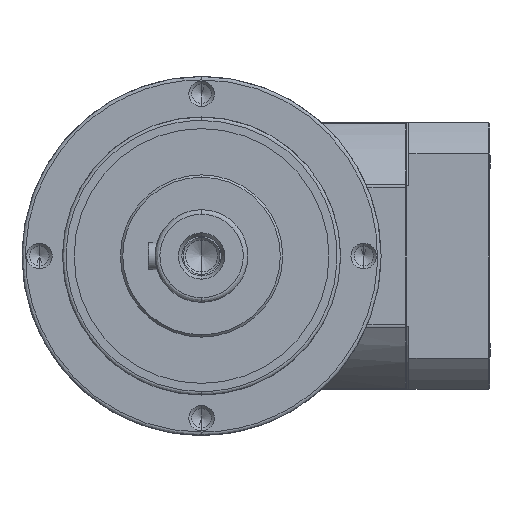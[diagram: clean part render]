
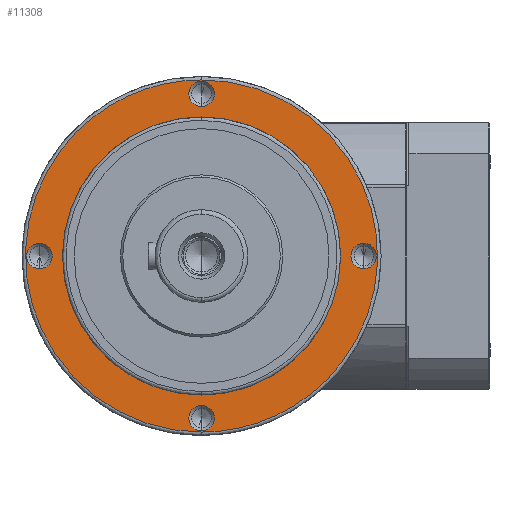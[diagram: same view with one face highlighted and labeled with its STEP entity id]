
A CAD part, left-side view. The second image highlights one B-rep face of the part: STEP entity #11308.
In plain terms, the highlighted face is planar.
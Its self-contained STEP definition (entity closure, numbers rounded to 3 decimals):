
#215 = DIRECTION ( 'NONE',  ( 0., 0., -1. ) ) ;
#414 = AXIS2_PLACEMENT_3D ( 'NONE', #30008, #11904, #33024 ) ;
#1037 = DIRECTION ( 'NONE',  ( 1., 0., 0. ) ) ;
#1193 = EDGE_CURVE ( 'NONE', #16069, #33690, #33317, .T. ) ;
#1312 = DIRECTION ( 'NONE',  ( 0., 0., -1. ) ) ;
#1327 = CIRCLE ( 'NONE', #33682, 5.5 ) ;
#1493 = EDGE_CURVE ( 'NONE', #26976, #10154, #25751, .T. ) ;
#3116 = CARTESIAN_POINT ( 'NONE',  ( -76., 0., 12. ) ) ;
#3361 = VERTEX_POINT ( 'NONE', #13527 ) ;
#3653 = CARTESIAN_POINT ( 'NONE',  ( -64.5, 0., 12. ) ) ;
#3761 = CARTESIAN_POINT ( 'NONE',  ( 70., 0., 12. ) ) ;
#4085 = ORIENTED_EDGE ( 'NONE', *, *, #1193, .F. ) ;
#4556 = AXIS2_PLACEMENT_3D ( 'NONE', #12837, #12586, #12457 ) ;
#5453 = VERTEX_POINT ( 'NONE', #3653 ) ;
#6115 = CARTESIAN_POINT ( 'NONE',  ( -76., -152., 12. ) ) ;
#6494 = CARTESIAN_POINT ( 'NONE',  ( 5.5, 70., 12. ) ) ;
#6627 = ORIENTED_EDGE ( 'NONE', *, *, #33318, .F. ) ;
#6736 = DIRECTION ( 'NONE',  ( -1., 0., 0. ) ) ;
#6795 = AXIS2_PLACEMENT_3D ( 'NONE', #3761, #24802, #6736 ) ;
#6803 = DIRECTION ( 'NONE',  ( 0., 0., -1. ) ) ;
#8234 = AXIS2_PLACEMENT_3D ( 'NONE', #39263, #31760, #1037 ) ;
#9131 = CARTESIAN_POINT ( 'NONE',  ( 76., 0., 12. ) ) ;
#9863 = VERTEX_POINT ( 'NONE', #22793 ) ;
#10154 = VERTEX_POINT ( 'NONE', #33171 ) ;
#11308 = ADVANCED_FACE ( 'NONE', ( #14255, #34672, #19475, #27518, #11414, #26539 ), #19131, .F. ) ;
#11414 = FACE_BOUND ( 'NONE', #36791, .T. ) ;
#11687 = CARTESIAN_POINT ( 'NONE',  ( -70., 0., 12. ) ) ;
#11841 = EDGE_CURVE ( 'NONE', #28550, #26591, #23350, .T. ) ;
#11904 = DIRECTION ( 'NONE',  ( 0., 0., -1. ) ) ;
#12101 = EDGE_CURVE ( 'NONE', #33690, #16069, #32022, .T. ) ;
#12435 = CARTESIAN_POINT ( 'NONE',  ( -76., 152., 12. ) ) ;
#12457 = DIRECTION ( 'NONE',  ( -1., 0., 0. ) ) ;
#12586 = DIRECTION ( 'NONE',  ( 0., 0., -1. ) ) ;
#12837 = CARTESIAN_POINT ( 'NONE',  ( 70., 0., 12. ) ) ;
#13048 = EDGE_CURVE ( 'NONE', #10154, #26976, #15467, .T. ) ;
#13128 = CARTESIAN_POINT ( 'NONE',  ( 0., 0., 12. ) ) ;
#13527 = CARTESIAN_POINT ( 'NONE',  ( 5.5, -70., 12. ) ) ;
#13530 = CIRCLE ( 'NONE', #28225, 5.5 ) ;
#13764 = DIRECTION ( 'NONE',  ( 0., 0., -1. ) ) ;
#14229 = CARTESIAN_POINT ( 'NONE',  ( 76., 0., 12. ) ) ;
#14255 = FACE_OUTER_BOUND ( 'NONE', #27643, .T. ) ;
#14582 = ORIENTED_EDGE ( 'NONE', *, *, #16659, .F. ) ;
#14734 = DIRECTION ( 'NONE',  ( -1., 0., 0. ) ) ;
#14808 = ORIENTED_EDGE ( 'NONE', *, *, #1493, .F. ) ;
#15467 = CIRCLE ( 'NONE', #6795, 5.5 ) ;
#16069 = VERTEX_POINT ( 'NONE', #21737 ) ;
#16186 = DIRECTION ( 'NONE',  ( 1., 0., 0. ) ) ;
#16641 = AXIS2_PLACEMENT_3D ( 'NONE', #18395, #215, #21426 ) ;
#16659 = EDGE_CURVE ( 'NONE', #26591, #28550, #22644, .T. ) ;
#16670 = ORIENTED_EDGE ( 'NONE', *, *, #34429, .F. ) ;
#17063 = CIRCLE ( 'NONE', #32802, 5.5 ) ;
#17511 = ORIENTED_EDGE ( 'NONE', *, *, #12101, .F. ) ;
#17825 = CARTESIAN_POINT ( 'NONE',  ( 0., 0., 12. ) ) ;
#18152 = AXIS2_PLACEMENT_3D ( 'NONE', #31828, #13764, #35022 ) ;
#18395 = CARTESIAN_POINT ( 'NONE',  ( 0., -70., 12. ) ) ;
#18459 = CARTESIAN_POINT ( 'NONE',  ( 76., 0., 12. ) ) ;
#18591 = VERTEX_POINT ( 'NONE', #36979 ) ;
#19131 = PLANE ( 'NONE',  #32004 ) ;
#19440 = CARTESIAN_POINT ( 'NONE',  ( 0., 70., 12. ) ) ;
#19475 = FACE_BOUND ( 'NONE', #27242, .T. ) ;
#20265 = ORIENTED_EDGE ( 'NONE', *, *, #11841, .F. ) ;
#20852 = DIRECTION ( 'NONE',  ( 1., 0., 0. ) ) ;
#21426 = DIRECTION ( 'NONE',  ( -1., 0., 0. ) ) ;
#21737 = CARTESIAN_POINT ( 'NONE',  ( 60., 0., 12. ) ) ;
#22506 = DIRECTION ( 'NONE',  ( -1., 0., 0. ) ) ;
#22644 =( BOUNDED_CURVE ( )  B_SPLINE_CURVE ( 3, ( #3116, #6115, #27289, #9131 ),
 .UNSPECIFIED., .F., .T. ) 
 B_SPLINE_CURVE_WITH_KNOTS ( ( 4, 4 ),
 ( 0., 0.5 ),
 .UNSPECIFIED. ) 
 CURVE ( )  GEOMETRIC_REPRESENTATION_ITEM ( )  RATIONAL_B_SPLINE_CURVE ( ( 1., 0.333, 0.333, 1. ) ) 
 REPRESENTATION_ITEM ( '' )  );
#22793 = CARTESIAN_POINT ( 'NONE',  ( -5.5, 70., 12. ) ) ;
#23350 =( BOUNDED_CURVE ( )  B_SPLINE_CURVE ( 3, ( #18459, #30554, #12435, #33607 ),
 .UNSPECIFIED., .F., .T. ) 
 B_SPLINE_CURVE_WITH_KNOTS ( ( 4, 4 ),
 ( 0.5, 1. ),
 .UNSPECIFIED. ) 
 CURVE ( )  GEOMETRIC_REPRESENTATION_ITEM ( )  RATIONAL_B_SPLINE_CURVE ( ( 1., 0.333, 0.333, 1. ) ) 
 REPRESENTATION_ITEM ( '' )  );
#23710 = EDGE_CURVE ( 'NONE', #18591, #3361, #30016, .T. ) ;
#24729 = EDGE_LOOP ( 'NONE', ( #14808, #37077 ) ) ;
#24802 = DIRECTION ( 'NONE',  ( 0., 0., -1. ) ) ;
#24875 = CARTESIAN_POINT ( 'NONE',  ( 0., -70., 12. ) ) ;
#25693 = EDGE_LOOP ( 'NONE', ( #37405, #28957 ) ) ;
#25751 = CIRCLE ( 'NONE', #4556, 5.5 ) ;
#26065 = EDGE_CURVE ( 'NONE', #36023, #9863, #34335, .T. ) ;
#26118 = CARTESIAN_POINT ( 'NONE',  ( -76., 0., 12. ) ) ;
#26539 = FACE_BOUND ( 'NONE', #30560, .T. ) ;
#26591 = VERTEX_POINT ( 'NONE', #26118 ) ;
#26904 = CARTESIAN_POINT ( 'NONE',  ( -60., 0., 12. ) ) ;
#26976 = VERTEX_POINT ( 'NONE', #36569 ) ;
#27242 = EDGE_LOOP ( 'NONE', ( #28925, #6627 ) ) ;
#27289 = CARTESIAN_POINT ( 'NONE',  ( 76., -152., 12. ) ) ;
#27518 = FACE_BOUND ( 'NONE', #25693, .T. ) ;
#27643 = EDGE_LOOP ( 'NONE', ( #20265, #14582 ) ) ;
#27994 = DIRECTION ( 'NONE',  ( -1., 0., 0. ) ) ;
#28225 = AXIS2_PLACEMENT_3D ( 'NONE', #11687, #32791, #14734 ) ;
#28550 = VERTEX_POINT ( 'NONE', #14229 ) ;
#28807 = AXIS2_PLACEMENT_3D ( 'NONE', #17825, #39122, #20852 ) ;
#28925 = ORIENTED_EDGE ( 'NONE', *, *, #23710, .F. ) ;
#28957 = ORIENTED_EDGE ( 'NONE', *, *, #39085, .F. ) ;
#30008 = CARTESIAN_POINT ( 'NONE',  ( -70., 0., 12. ) ) ;
#30016 = CIRCLE ( 'NONE', #16641, 5.5 ) ;
#30554 = CARTESIAN_POINT ( 'NONE',  ( 76., 152., 12. ) ) ;
#30560 = EDGE_LOOP ( 'NONE', ( #4085, #17511 ) ) ;
#31695 = CIRCLE ( 'NONE', #414, 5.5 ) ;
#31760 = DIRECTION ( 'NONE',  ( 0., 0., -1. ) ) ;
#31828 = CARTESIAN_POINT ( 'NONE',  ( 0., 70., 12. ) ) ;
#32004 = AXIS2_PLACEMENT_3D ( 'NONE', #13128, #34356, #16186 ) ;
#32022 = CIRCLE ( 'NONE', #28807, 60. ) ;
#32791 = DIRECTION ( 'NONE',  ( 0., 0., -1. ) ) ;
#32802 = AXIS2_PLACEMENT_3D ( 'NONE', #24875, #6803, #27994 ) ;
#33024 = DIRECTION ( 'NONE',  ( -1., 0., 0. ) ) ;
#33171 = CARTESIAN_POINT ( 'NONE',  ( 75.5, 0., 12. ) ) ;
#33317 = CIRCLE ( 'NONE', #8234, 60. ) ;
#33318 = EDGE_CURVE ( 'NONE', #3361, #18591, #17063, .T. ) ;
#33607 = CARTESIAN_POINT ( 'NONE',  ( -76., 0., 12. ) ) ;
#33682 = AXIS2_PLACEMENT_3D ( 'NONE', #19440, #1312, #22506 ) ;
#33690 = VERTEX_POINT ( 'NONE', #26904 ) ;
#34335 = CIRCLE ( 'NONE', #18152, 5.5 ) ;
#34356 = DIRECTION ( 'NONE',  ( 0., 0., 1. ) ) ;
#34429 = EDGE_CURVE ( 'NONE', #9863, #36023, #1327, .T. ) ;
#34672 = FACE_BOUND ( 'NONE', #24729, .T. ) ;
#35022 = DIRECTION ( 'NONE',  ( -1., 0., 0. ) ) ;
#35322 = CARTESIAN_POINT ( 'NONE',  ( -75.5, 0., 12. ) ) ;
#35860 = ORIENTED_EDGE ( 'NONE', *, *, #26065, .F. ) ;
#36023 = VERTEX_POINT ( 'NONE', #6494 ) ;
#36569 = CARTESIAN_POINT ( 'NONE',  ( 64.5, 0., 12. ) ) ;
#36791 = EDGE_LOOP ( 'NONE', ( #16670, #35860 ) ) ;
#36979 = CARTESIAN_POINT ( 'NONE',  ( -5.5, -70., 12. ) ) ;
#37077 = ORIENTED_EDGE ( 'NONE', *, *, #13048, .F. ) ;
#37405 = ORIENTED_EDGE ( 'NONE', *, *, #37572, .F. ) ;
#37572 = EDGE_CURVE ( 'NONE', #38498, #5453, #13530, .T. ) ;
#38498 = VERTEX_POINT ( 'NONE', #35322 ) ;
#39085 = EDGE_CURVE ( 'NONE', #5453, #38498, #31695, .T. ) ;
#39122 = DIRECTION ( 'NONE',  ( 0., 0., -1. ) ) ;
#39263 = CARTESIAN_POINT ( 'NONE',  ( 0., 0., 12. ) ) ;
